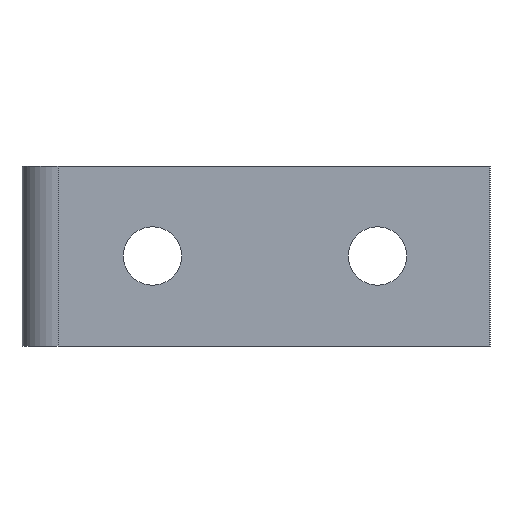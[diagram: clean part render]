
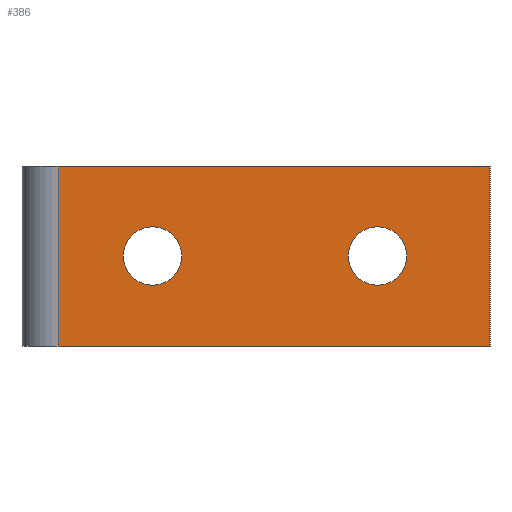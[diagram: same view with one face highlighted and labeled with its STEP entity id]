
A CAD part, front view. The second image highlights one B-rep face of the part: STEP entity #386.
In plain terms, the highlighted planar face has unit normal (0, -1, 0).
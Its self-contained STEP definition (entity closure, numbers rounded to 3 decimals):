
#21 = CIRCLE ( 'NONE', #630, 6.5 ) ;
#40 = PLANE ( 'NONE',  #443 ) ;
#41 = VERTEX_POINT ( 'NONE', #49 ) ;
#49 = CARTESIAN_POINT ( 'NONE',  ( 104., 0., 0. ) ) ;
#51 = EDGE_CURVE ( 'NONE', #616, #493, #348, .T. ) ;
#53 = DIRECTION ( 'NONE',  ( 0., 0., 1. ) ) ;
#55 = EDGE_LOOP ( 'NONE', ( #284, #674 ) ) ;
#69 = VERTEX_POINT ( 'NONE', #459 ) ;
#73 = VERTEX_POINT ( 'NONE', #366 ) ;
#78 = DIRECTION ( 'NONE',  ( 0., 0., 1. ) ) ;
#86 = DIRECTION ( 'NONE',  ( 1., 0., 0. ) ) ;
#87 = FACE_OUTER_BOUND ( 'NONE', #369, .T. ) ;
#100 = DIRECTION ( 'NONE',  ( 0., 0., -1. ) ) ;
#134 = DIRECTION ( 'NONE',  ( 0., 1., 0. ) ) ;
#135 = DIRECTION ( 'NONE',  ( 0., 1., 0. ) ) ;
#147 = DIRECTION ( 'NONE',  ( 0., 0., 1. ) ) ;
#169 = CARTESIAN_POINT ( 'NONE',  ( 79., 0., 26.5 ) ) ;
#202 = CARTESIAN_POINT ( 'NONE',  ( 104., 0., 40. ) ) ;
#203 = EDGE_LOOP ( 'NONE', ( #629, #591 ) ) ;
#206 = ORIENTED_EDGE ( 'NONE', *, *, #605, .F. ) ;
#216 = VECTOR ( 'NONE', #515, 1000. ) ;
#236 = ORIENTED_EDGE ( 'NONE', *, *, #485, .F. ) ;
#259 = VERTEX_POINT ( 'NONE', #327 ) ;
#269 = CIRCLE ( 'NONE', #357, 6.5 ) ;
#271 = AXIS2_PLACEMENT_3D ( 'NONE', #349, #569, #308 ) ;
#284 = ORIENTED_EDGE ( 'NONE', *, *, #423, .T. ) ;
#288 = CARTESIAN_POINT ( 'NONE',  ( 8., 0., 0. ) ) ;
#290 = CARTESIAN_POINT ( 'NONE',  ( 8., 0., 40. ) ) ;
#295 = VECTOR ( 'NONE', #100, 1000. ) ;
#308 = DIRECTION ( 'NONE',  ( 0., 0., 1. ) ) ;
#319 = EDGE_CURVE ( 'NONE', #493, #616, #269, .T. ) ;
#327 = CARTESIAN_POINT ( 'NONE',  ( 8., 0., 40. ) ) ;
#336 = VECTOR ( 'NONE', #387, 1000. ) ;
#339 = CARTESIAN_POINT ( 'NONE',  ( 29., 0., 20. ) ) ;
#346 = DIRECTION ( 'NONE',  ( 0., 0., 1. ) ) ;
#348 = CIRCLE ( 'NONE', #271, 6.5 ) ;
#349 = CARTESIAN_POINT ( 'NONE',  ( 79., 0., 20. ) ) ;
#357 = AXIS2_PLACEMENT_3D ( 'NONE', #602, #135, #147 ) ;
#366 = CARTESIAN_POINT ( 'NONE',  ( 29., 0., 26.5 ) ) ;
#369 = EDGE_LOOP ( 'NONE', ( #487, #236, #206, #619 ) ) ;
#382 = VERTEX_POINT ( 'NONE', #501 ) ;
#386 = ADVANCED_FACE ( 'NONE', ( #547, #551, #87 ), #40, .F. ) ;
#387 = DIRECTION ( 'NONE',  ( 1., 0., 0. ) ) ;
#388 = CIRCLE ( 'NONE', #471, 6.5 ) ;
#405 = LINE ( 'NONE', #513, #295 ) ;
#423 = EDGE_CURVE ( 'NONE', #73, #69, #21, .T. ) ;
#426 = VERTEX_POINT ( 'NONE', #518 ) ;
#438 = EDGE_CURVE ( 'NONE', #259, #382, #405, .T. ) ;
#442 = LINE ( 'NONE', #656, #617 ) ;
#443 = AXIS2_PLACEMENT_3D ( 'NONE', #290, #608, #346 ) ;
#452 = CARTESIAN_POINT ( 'NONE',  ( 29., 0., 20. ) ) ;
#459 = CARTESIAN_POINT ( 'NONE',  ( 29., 0., 13.5 ) ) ;
#471 = AXIS2_PLACEMENT_3D ( 'NONE', #339, #134, #78 ) ;
#485 = EDGE_CURVE ( 'NONE', #426, #41, #634, .T. ) ;
#487 = ORIENTED_EDGE ( 'NONE', *, *, #538, .T. ) ;
#493 = VERTEX_POINT ( 'NONE', #169 ) ;
#501 = CARTESIAN_POINT ( 'NONE',  ( 8., 0., 0. ) ) ;
#513 = CARTESIAN_POINT ( 'NONE',  ( 8., 0., 40. ) ) ;
#515 = DIRECTION ( 'NONE',  ( 0., 0., -1. ) ) ;
#518 = CARTESIAN_POINT ( 'NONE',  ( 104., 0., 40. ) ) ;
#538 = EDGE_CURVE ( 'NONE', #382, #41, #625, .T. ) ;
#547 = FACE_BOUND ( 'NONE', #55, .T. ) ;
#548 = EDGE_CURVE ( 'NONE', #69, #73, #388, .T. ) ;
#551 = FACE_BOUND ( 'NONE', #203, .T. ) ;
#569 = DIRECTION ( 'NONE',  ( 0., 1., 0. ) ) ;
#589 = CARTESIAN_POINT ( 'NONE',  ( 79., 0., 13.5 ) ) ;
#591 = ORIENTED_EDGE ( 'NONE', *, *, #51, .T. ) ;
#602 = CARTESIAN_POINT ( 'NONE',  ( 79., 0., 20. ) ) ;
#605 = EDGE_CURVE ( 'NONE', #259, #426, #442, .T. ) ;
#608 = DIRECTION ( 'NONE',  ( 0., 1., 0. ) ) ;
#616 = VERTEX_POINT ( 'NONE', #589 ) ;
#617 = VECTOR ( 'NONE', #86, 1000. ) ;
#619 = ORIENTED_EDGE ( 'NONE', *, *, #438, .T. ) ;
#625 = LINE ( 'NONE', #288, #336 ) ;
#629 = ORIENTED_EDGE ( 'NONE', *, *, #319, .T. ) ;
#630 = AXIS2_PLACEMENT_3D ( 'NONE', #452, #668, #53 ) ;
#634 = LINE ( 'NONE', #202, #216 ) ;
#656 = CARTESIAN_POINT ( 'NONE',  ( 8., 0., 40. ) ) ;
#668 = DIRECTION ( 'NONE',  ( 0., 1., 0. ) ) ;
#674 = ORIENTED_EDGE ( 'NONE', *, *, #548, .T. ) ;
